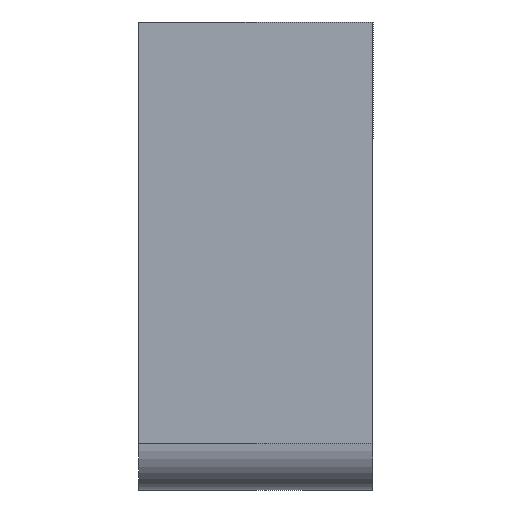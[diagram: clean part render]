
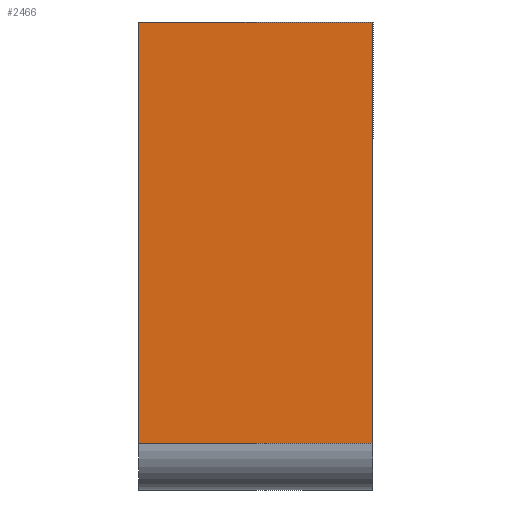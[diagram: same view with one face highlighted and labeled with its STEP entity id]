
A CAD part, left-side view. The second image highlights one B-rep face of the part: STEP entity #2466.
In plain terms, the highlighted planar face has unit normal (-1, 0, 0).
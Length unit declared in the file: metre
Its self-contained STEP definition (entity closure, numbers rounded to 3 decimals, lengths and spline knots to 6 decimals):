
#159=ORIENTED_EDGE('',*,*,#878,.F.);
#160=ORIENTED_EDGE('',*,*,#879,.T.);
#161=ORIENTED_EDGE('',*,*,#880,.T.);
#162=ORIENTED_EDGE('',*,*,#874,.T.);
#874=EDGE_CURVE('',#1232,#1231,#1472,.T.);
#878=EDGE_CURVE('',#1235,#1231,#1475,.T.);
#879=EDGE_CURVE('',#1235,#1236,#1476,.F.);
#880=EDGE_CURVE('',#1236,#1232,#1477,.T.);
#1231=VERTEX_POINT('',#3497);
#1232=VERTEX_POINT('',#3499);
#1235=VERTEX_POINT('',#3507);
#1236=VERTEX_POINT('',#3509);
#1472=LINE('',#3498,#1767);
#1475=LINE('',#3506,#1770);
#1476=LINE('',#3508,#1771);
#1477=LINE('',#3510,#1772);
#1767=VECTOR('',#2842,1.);
#1770=VECTOR('',#2849,1.);
#1771=VECTOR('',#2850,1.);
#1772=VECTOR('',#2851,1.);
#2045=EDGE_LOOP('',(#159,#160,#161,#162));
#2204=FACE_BOUND('',#2045,.T.);
#2361=PLANE('',#2628);
#2466=ADVANCED_FACE('',(#2204),#2361,.T.);
#2628=AXIS2_PLACEMENT_3D('',#3505,#2847,#2848);
#2842=DIRECTION('',(0.,1.,0.));
#2847=DIRECTION('',(-1.,0.,0.));
#2848=DIRECTION('',(0.,0.,1.));
#2849=DIRECTION('',(0.,0.,1.));
#2850=DIRECTION('',(0.,1.,0.));
#2851=DIRECTION('',(0.,0.,1.));
#3497=CARTESIAN_POINT('',(-0.019,0.005,0.02));
#3498=CARTESIAN_POINT('',(-0.019,-0.005,0.02));
#3499=CARTESIAN_POINT('',(-0.019,-0.005,0.02));
#3505=CARTESIAN_POINT('',(-0.019,-0.005,0.01));
#3506=CARTESIAN_POINT('',(-0.019,0.005,0.01));
#3507=CARTESIAN_POINT('',(-0.019,0.005,0.002));
#3508=CARTESIAN_POINT('',(-0.019,-0.005,0.002));
#3509=CARTESIAN_POINT('',(-0.019,-0.005,0.002));
#3510=CARTESIAN_POINT('',(-0.019,-0.005,0.01));
